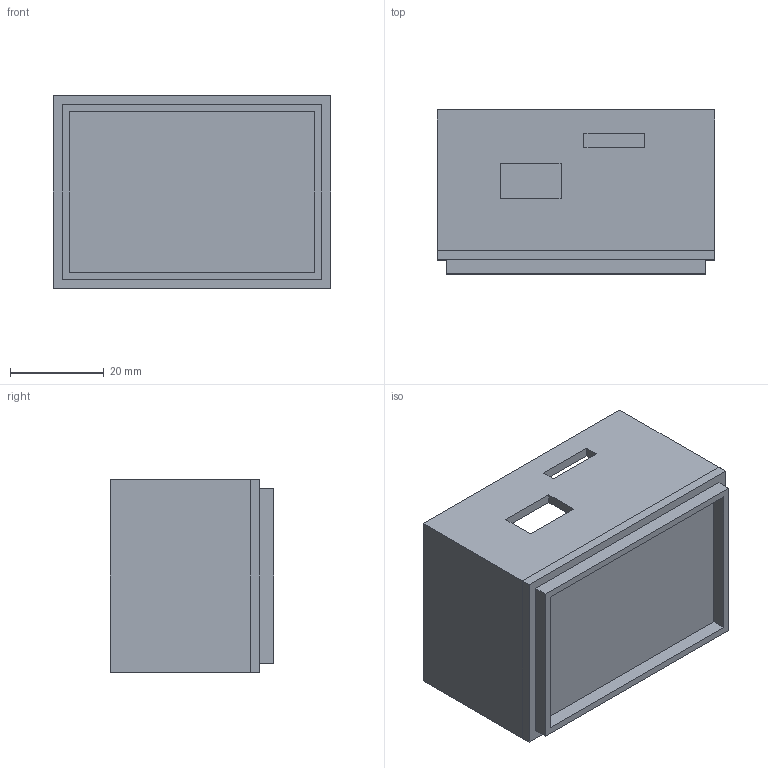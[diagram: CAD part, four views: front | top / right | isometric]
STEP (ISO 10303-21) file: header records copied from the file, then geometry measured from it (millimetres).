
FILE_DESCRIPTION(/* description */ (''),/* implementation_level */ '2;1');
FILE_NAME(/* name */ 'Multimeter Case v1.stp',/* time_stamp */ '2022-09-22T11:54:01+02:00',/* author */ (''),/* organization */ (''),/* preprocessor_version */ 'ST-DEVELOPER v19',/* originating_system */ 'Autodesk Translation Framework v11.7.0.108',/* authorisation */ '');
FILE_SCHEMA (('AUTOMOTIVE_DESIGN { 1 0 10303 214 3 1 1 }'));
Length unit declared in the file: millimetre
Products named in the file (4): Multimeter Case; NodeMCU v1; Case; Lid
Assembly tree (3 placements, depth 2):
  Multimeter Case
    NodeMCU v1
    Case
    Lid
Bounding box: 59.4 x 35 x 41.2 mm (x, y, z)
Volume: 21844.5 mm3; surface area: 23013.2 mm2
Topology: 2 solids, 2 shells, 48 faces, 123 edges, 82 vertices
Faces by surface type: plane 47, cylinder 1
Full cylindrical faces by diameter (mm): 11 x1
Entity records: 1557 total; most frequent: CARTESIAN_POINT 260, ORIENTED_EDGE 246, DIRECTION 235, EDGE_CURVE 123, LINE 121, VECTOR 121, VERTEX_POINT 82, EDGE_LOOP 57
